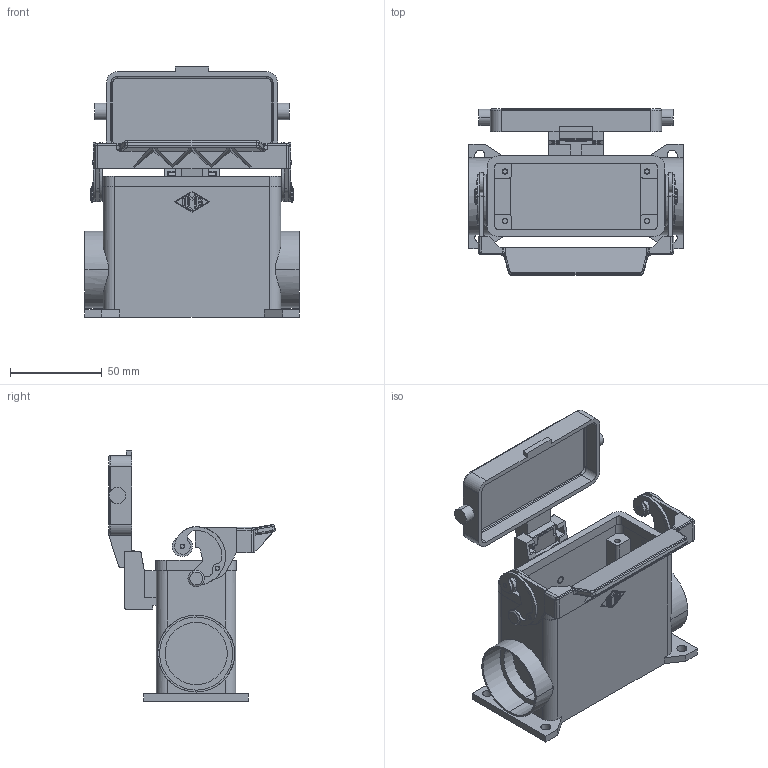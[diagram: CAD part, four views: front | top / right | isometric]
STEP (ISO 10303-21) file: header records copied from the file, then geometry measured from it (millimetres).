
FILE_DESCRIPTION((''),'2;1');
FILE_NAME('MAP 16 LS40.stp','2006-12-21T17:21:23',('gembarski'),(''),'Autodesk Inventor 7','Autodesk Inventor 7','');
FILE_SCHEMA(('AUTOMOTIVE_DESIGN { 1 0 10303 214 1 1 1 1 }'));
Length unit declared in the file: millimetre
Products named in the file (1): MAP 16 LS40
Bounding box: 117 x 90.95 x 136.7 mm (x, y, z)
Volume: 146251.7 mm3; surface area: 88445.8 mm2
Topology: 6 solids, 6 shells, 613 faces, 1635 edges, 1066 vertices
Faces by surface type: plane 266, cylinder 181, bspline 138, torus 16, cone 8, sphere 4
Entity records: 22280 total; most frequent: CARTESIAN_POINT 6847, ORIENTED_EDGE 3274, DIRECTION 3201, EDGE_CURVE 1637, AXIS2_PLACEMENT_3D 1124, VERTEX_POINT 1066, VECTOR 953, LINE 953
